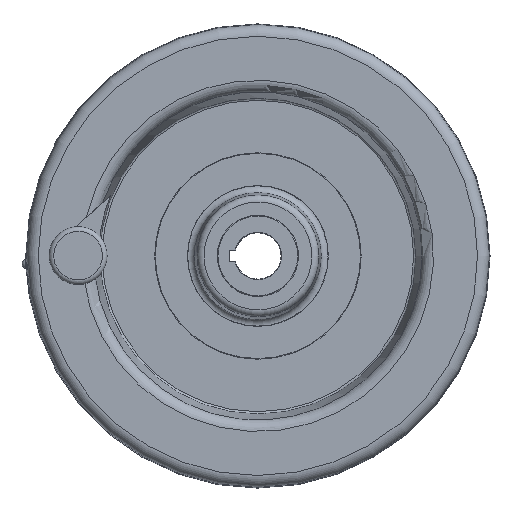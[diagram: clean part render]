
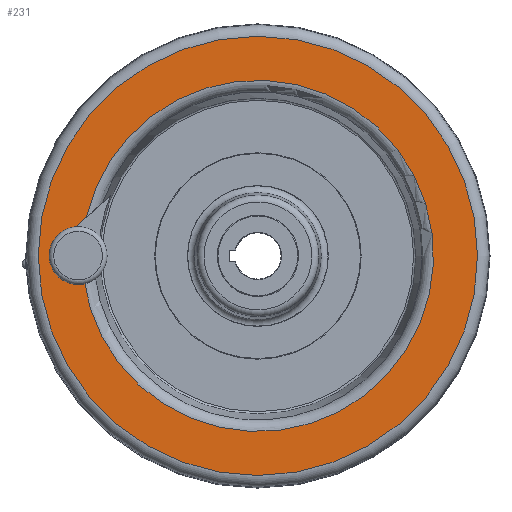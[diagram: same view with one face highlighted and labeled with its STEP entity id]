
A CAD part, top view. The second image highlights one B-rep face of the part: STEP entity #231.
In plain terms, the highlighted planar face has unit normal (0, 0, 1).
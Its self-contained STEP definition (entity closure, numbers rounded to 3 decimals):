
#231 = ADVANCED_FACE( '', ( #617, #618 ), #619, .F. );
#617 = FACE_OUTER_BOUND( '', #1590, .T. );
#618 = FACE_BOUND( '', #1591, .T. );
#619 = PLANE( '', #1592 );
#1590 = EDGE_LOOP( '', ( #3373 ) );
#1591 = EDGE_LOOP( '', ( #3374, #3375, #3376 ) );
#1592 = AXIS2_PLACEMENT_3D( '', #3377, #3378, #3379 );
#3373 = ORIENTED_EDGE( '', *, *, #4551, .T. );
#3374 = ORIENTED_EDGE( '', *, *, #4552, .F. );
#3375 = ORIENTED_EDGE( '', *, *, #4553, .T. );
#3376 = ORIENTED_EDGE( '', *, *, #4554, .F. );
#3377 = CARTESIAN_POINT( '', ( 0., 99.5, 34. ) );
#3378 = DIRECTION( '', ( 0., 0., -1. ) );
#3379 = DIRECTION( '', ( -1., 0., 0. ) );
#4551 = EDGE_CURVE( '', #5073, #5073, #5074, .F. );
#4552 = EDGE_CURVE( '', #5075, #5076, #5077, .T. );
#4553 = EDGE_CURVE( '', #5075, #5078, #5079, .T. );
#4554 = EDGE_CURVE( '', #5076, #5078, #5080, .T. );
#5073 = VERTEX_POINT( '', #6108 );
#5074 = CIRCLE( '', #6109, 94.669 );
#5075 = VERTEX_POINT( '', #6110 );
#5076 = VERTEX_POINT( '', #6111 );
#5077 = LINE( '', #6112, #6113 );
#5078 = VERTEX_POINT( '', #6114 );
#5079 = CIRCLE( '', #6115, 75.695 );
#5080 = CIRCLE( '', #6116, 10. );
#6108 = CARTESIAN_POINT( '', ( -94.669, 0., 34. ) );
#6109 = AXIS2_PLACEMENT_3D( '', #7739, #7740, #7741 );
#6110 = CARTESIAN_POINT( '', ( -73.813, 16.776, 34. ) );
#6111 = CARTESIAN_POINT( '', ( -84.191, 7.431, 34. ) );
#6112 = CARTESIAN_POINT( '', ( -84.191, 7.431, 34. ) );
#6113 = VECTOR( '', #7742, 1000. );
#6114 = CARTESIAN_POINT( '', ( -75.071, -9.701, 34. ) );
#6115 = AXIS2_PLACEMENT_3D( '', #7743, #7744, #7745 );
#6116 = AXIS2_PLACEMENT_3D( '', #7746, #7747, #7748 );
#7739 = CARTESIAN_POINT( '', ( 0., 0., 34. ) );
#7740 = DIRECTION( '', ( 0., 0., -1. ) );
#7741 = DIRECTION( '', ( -1., 0., 0. ) );
#7742 = DIRECTION( '', ( -0.743, -0.669, 0. ) );
#7743 = CARTESIAN_POINT( '', ( 0., 0., 34. ) );
#7744 = DIRECTION( '', ( 0., 0., -1. ) );
#7745 = DIRECTION( '', ( -1., 0., 0. ) );
#7746 = CARTESIAN_POINT( '', ( -77.5, 0., 34. ) );
#7747 = DIRECTION( '', ( 0., 0., 1. ) );
#7748 = DIRECTION( '', ( 0., 1., 0. ) );
